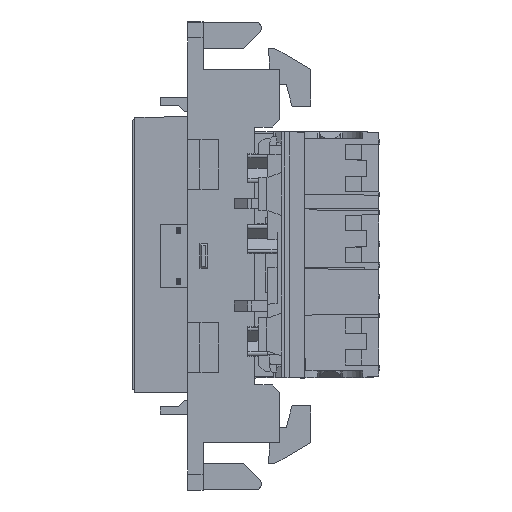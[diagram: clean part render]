
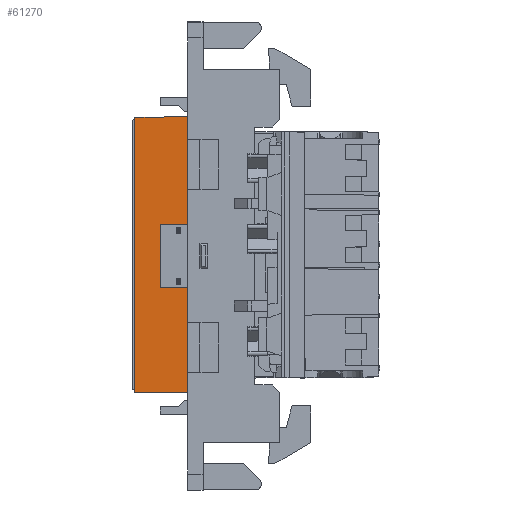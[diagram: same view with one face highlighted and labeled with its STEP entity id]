
A CAD part, left-side view. The second image highlights one B-rep face of the part: STEP entity #61270.
In plain terms, the highlighted face is planar.
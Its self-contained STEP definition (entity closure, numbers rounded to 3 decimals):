
#3319 = VECTOR ( 'NONE', #13729, 1000. ) ;
#4562 = CARTESIAN_POINT ( 'NONE',  ( 45., 22.5, 9. ) ) ;
#4604 = VECTOR ( 'NONE', #90647, 1000. ) ;
#6107 = EDGE_CURVE ( 'NONE', #81961, #116976, #31659, .T. ) ;
#13729 = DIRECTION ( 'NONE',  ( -0.017, 0.017, -1. ) ) ;
#15105 = LINE ( 'NONE', #31406, #89187 ) ;
#16636 = CARTESIAN_POINT ( 'NONE',  ( 44.85, -22.35, 0.4 ) ) ;
#21555 = LINE ( 'NONE', #94999, #3319 ) ;
#29446 = EDGE_CURVE ( 'NONE', #116976, #48640, #15105, .T. ) ;
#31406 = CARTESIAN_POINT ( 'NONE',  ( 44.85, 22.5, 0.4 ) ) ;
#31659 = LINE ( 'NONE', #4562, #73791 ) ;
#32838 = DIRECTION ( 'NONE',  ( -0.017, -0.017, -1. ) ) ;
#33293 = FACE_OUTER_BOUND ( 'NONE', #110937, .T. ) ;
#33752 = EDGE_CURVE ( 'NONE', #52705, #48640, #21555, .T. ) ;
#42296 = ORIENTED_EDGE ( 'NONE', *, *, #6107, .F. ) ;
#44305 = CARTESIAN_POINT ( 'NONE',  ( 45., 22.5, 9. ) ) ;
#45493 = LINE ( 'NONE', #44305, #4604 ) ;
#47903 = CARTESIAN_POINT ( 'NONE',  ( 45., 22.5, 9. ) ) ;
#48640 = VERTEX_POINT ( 'NONE', #16636 ) ;
#48651 = EDGE_CURVE ( 'NONE', #52705, #81961, #45493, .T. ) ;
#52705 = VERTEX_POINT ( 'NONE', #103596 ) ;
#55070 = ORIENTED_EDGE ( 'NONE', *, *, #33752, .T. ) ;
#60256 = DIRECTION ( 'NONE',  ( 0., -1., 0. ) ) ;
#61270 = ADVANCED_FACE ( 'NONE', ( #33293 ), #69995, .T. ) ;
#61545 = ORIENTED_EDGE ( 'NONE', *, *, #29446, .F. ) ;
#69995 = PLANE ( 'NONE',  #101362 ) ;
#73791 = VECTOR ( 'NONE', #32838, 1000. ) ;
#80779 = DIRECTION ( 'NONE',  ( -0.017, 0., -1. ) ) ;
#80793 = ORIENTED_EDGE ( 'NONE', *, *, #48651, .F. ) ;
#81961 = VERTEX_POINT ( 'NONE', #47903 ) ;
#85571 = CARTESIAN_POINT ( 'NONE',  ( 44.85, 22.35, 0.4 ) ) ;
#89187 = VECTOR ( 'NONE', #60256, 1000. ) ;
#90647 = DIRECTION ( 'NONE',  ( 0., 1., 0. ) ) ;
#94999 = CARTESIAN_POINT ( 'NONE',  ( 44.986, -22.486, 8.215 ) ) ;
#97098 = CARTESIAN_POINT ( 'NONE',  ( 45., 22.5, 9. ) ) ;
#97680 = DIRECTION ( 'NONE',  ( 1., 0., -0.017 ) ) ;
#101362 = AXIS2_PLACEMENT_3D ( 'NONE', #97098, #97680, #80779 ) ;
#103596 = CARTESIAN_POINT ( 'NONE',  ( 45., -22.5, 9. ) ) ;
#110937 = EDGE_LOOP ( 'NONE', ( #61545, #42296, #80793, #55070 ) ) ;
#116976 = VERTEX_POINT ( 'NONE', #85571 ) ;
